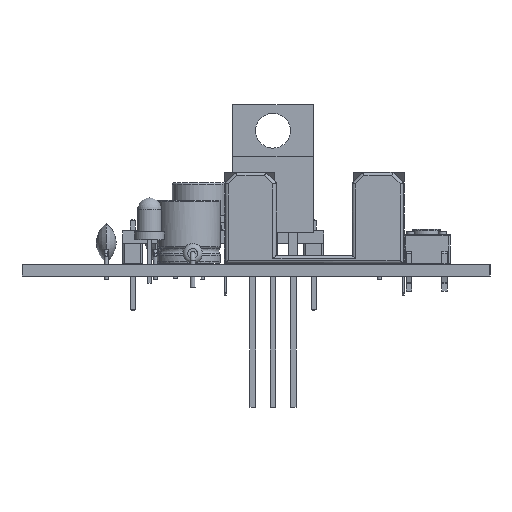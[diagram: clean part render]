
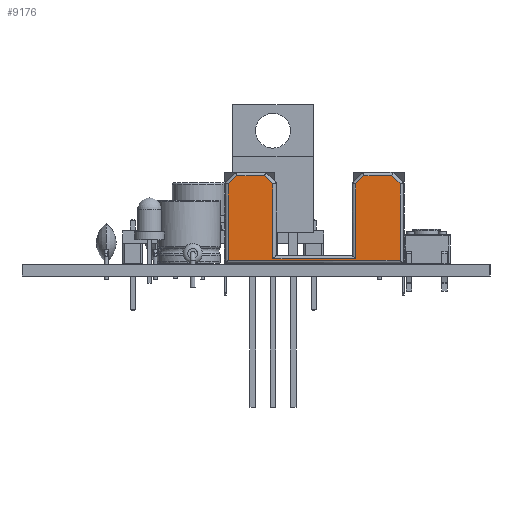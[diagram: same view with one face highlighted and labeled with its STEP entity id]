
A CAD part, left-side view. The second image highlights one B-rep face of the part: STEP entity #9176.
In plain terms, the highlighted face is planar.
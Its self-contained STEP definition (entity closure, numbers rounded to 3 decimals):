
#7913 = VERTEX_POINT('',#7914);
#7914 = CARTESIAN_POINT('',(16.471,4.8,10.049));
#7921 = EDGE_CURVE('',#7922,#7913,#7924,.T.);
#7922 = VERTEX_POINT('',#7923);
#7923 = CARTESIAN_POINT('',(16.471,4.8,0.6));
#7924 = LINE('',#7925,#7926);
#7925 = CARTESIAN_POINT('',(16.471,4.8,1.));
#7926 = VECTOR('',#7927,1.);
#7927 = DIRECTION('',(0.,0.,1.));
#9131 = EDGE_CURVE('',#7922,#9132,#9134,.T.);
#9132 = VERTEX_POINT('',#9133);
#9133 = CARTESIAN_POINT('',(6.029,4.8,0.6));
#9134 = LINE('',#9135,#9136);
#9135 = CARTESIAN_POINT('',(16.071,4.8,0.6));
#9136 = VECTOR('',#9137,1.);
#9137 = DIRECTION('',(-1.,0.,0.));
#9176 = ADVANCED_FACE('',(#9177),#9259,.T.);
#9177 = FACE_BOUND('',#9178,.T.);
#9178 = EDGE_LOOP('',(#9179,#9189,#9195,#9196,#9197,#9205,#9213,#9221,
    #9229,#9237,#9245,#9253));
#9179 = ORIENTED_EDGE('',*,*,#9180,.T.);
#9180 = EDGE_CURVE('',#9181,#9183,#9185,.T.);
#9181 = VERTEX_POINT('',#9182);
#9182 = CARTESIAN_POINT('',(4.977,4.8,11.1));
#9183 = VERTEX_POINT('',#9184);
#9184 = CARTESIAN_POINT('',(6.029,4.8,10.049));
#9185 = LINE('',#9186,#9187);
#9186 = CARTESIAN_POINT('',(4.86,4.8,11.217));
#9187 = VECTOR('',#9188,1.);
#9188 = DIRECTION('',(0.707,0.,-0.707));
#9189 = ORIENTED_EDGE('',*,*,#9190,.F.);
#9190 = EDGE_CURVE('',#9132,#9183,#9191,.T.);
#9191 = LINE('',#9192,#9193);
#9192 = CARTESIAN_POINT('',(6.029,4.8,1.));
#9193 = VECTOR('',#9194,1.);
#9194 = DIRECTION('',(0.,0.,1.));
#9195 = ORIENTED_EDGE('',*,*,#9131,.F.);
#9196 = ORIENTED_EDGE('',*,*,#7921,.T.);
#9197 = ORIENTED_EDGE('',*,*,#9198,.T.);
#9198 = EDGE_CURVE('',#7913,#9199,#9201,.T.);
#9199 = VERTEX_POINT('',#9200);
#9200 = CARTESIAN_POINT('',(17.523,4.8,11.1));
#9201 = LINE('',#9202,#9203);
#9202 = CARTESIAN_POINT('',(16.354,4.8,9.931));
#9203 = VECTOR('',#9204,1.);
#9204 = DIRECTION('',(0.707,0.,0.707));
#9205 = ORIENTED_EDGE('',*,*,#9206,.F.);
#9206 = EDGE_CURVE('',#9207,#9199,#9209,.T.);
#9207 = VERTEX_POINT('',#9208);
#9208 = CARTESIAN_POINT('',(21.049,4.8,11.1));
#9209 = LINE('',#9210,#9211);
#9210 = CARTESIAN_POINT('',(21.214,4.8,11.1));
#9211 = VECTOR('',#9212,1.);
#9212 = DIRECTION('',(-1.,0.,0.));
#9213 = ORIENTED_EDGE('',*,*,#9214,.T.);
#9214 = EDGE_CURVE('',#9207,#9215,#9217,.T.);
#9215 = VERTEX_POINT('',#9216);
#9216 = CARTESIAN_POINT('',(22.1,4.8,10.049));
#9217 = LINE('',#9218,#9219);
#9218 = CARTESIAN_POINT('',(20.931,4.8,11.217));
#9219 = VECTOR('',#9220,1.);
#9220 = DIRECTION('',(0.707,0.,-0.707));
#9221 = ORIENTED_EDGE('',*,*,#9222,.F.);
#9222 = EDGE_CURVE('',#9223,#9215,#9225,.T.);
#9223 = VERTEX_POINT('',#9224);
#9224 = CARTESIAN_POINT('',(22.1,4.8,0.4));
#9225 = LINE('',#9226,#9227);
#9226 = CARTESIAN_POINT('',(22.1,4.8,0.));
#9227 = VECTOR('',#9228,1.);
#9228 = DIRECTION('',(0.,0.,1.));
#9229 = ORIENTED_EDGE('',*,*,#9230,.T.);
#9230 = EDGE_CURVE('',#9223,#9231,#9233,.T.);
#9231 = VERTEX_POINT('',#9232);
#9232 = CARTESIAN_POINT('',(0.4,4.8,0.4));
#9233 = LINE('',#9234,#9235);
#9234 = CARTESIAN_POINT('',(22.5,4.8,0.4));
#9235 = VECTOR('',#9236,1.);
#9236 = DIRECTION('',(-1.,0.,0.));
#9237 = ORIENTED_EDGE('',*,*,#9238,.T.);
#9238 = EDGE_CURVE('',#9231,#9239,#9241,.T.);
#9239 = VERTEX_POINT('',#9240);
#9240 = CARTESIAN_POINT('',(0.4,4.8,10.049));
#9241 = LINE('',#9242,#9243);
#9242 = CARTESIAN_POINT('',(0.4,4.8,0.));
#9243 = VECTOR('',#9244,1.);
#9244 = DIRECTION('',(0.,0.,1.));
#9245 = ORIENTED_EDGE('',*,*,#9246,.T.);
#9246 = EDGE_CURVE('',#9239,#9247,#9249,.T.);
#9247 = VERTEX_POINT('',#9248);
#9248 = CARTESIAN_POINT('',(1.451,4.8,11.1));
#9249 = LINE('',#9250,#9251);
#9250 = CARTESIAN_POINT('',(0.283,4.8,9.931));
#9251 = VECTOR('',#9252,1.);
#9252 = DIRECTION('',(0.707,0.,0.707));
#9253 = ORIENTED_EDGE('',*,*,#9254,.F.);
#9254 = EDGE_CURVE('',#9181,#9247,#9255,.T.);
#9255 = LINE('',#9256,#9257);
#9256 = CARTESIAN_POINT('',(5.143,4.8,11.1));
#9257 = VECTOR('',#9258,1.);
#9258 = DIRECTION('',(-1.,0.,0.));
#9259 = PLANE('',#9260);
#9260 = AXIS2_PLACEMENT_3D('',#9261,#9262,#9263);
#9261 = CARTESIAN_POINT('',(11.25,4.8,4.477));
#9262 = DIRECTION('',(0.,1.,0.));
#9263 = DIRECTION('',(0.,0.,1.));
